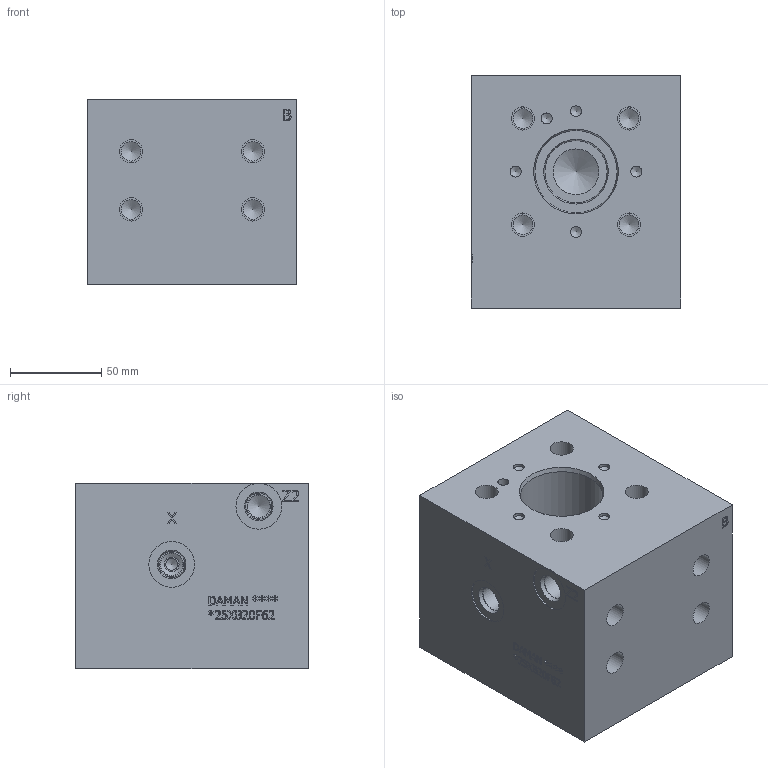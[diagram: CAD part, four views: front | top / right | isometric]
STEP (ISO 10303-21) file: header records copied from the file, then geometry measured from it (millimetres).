
FILE_DESCRIPTION(/* description */ (''),/* implementation_level */ '2;1');
FILE_NAME(/* name */ '_25XB20F62.stp',/* time_stamp */ '2021-10-01T13:34:23-04:00',/* author */ ('trevorh'),/* organization */ (''),/* preprocessor_version */ 'ST-DEVELOPER v18',/* originating_system */ 'Autodesk Inventor 2020',/* authorisation */ '');
FILE_SCHEMA (('CONFIG_CONTROL_DESIGN'));
Length unit declared in the file: millimetre
Products named in the file (1): Part_D25XB20F62_3D
Bounding box: 114.3 x 127 x 101.6 mm (x, y, z)
Volume: 1286104.9 mm3; surface area: 114520 mm2
Topology: 1 solids, 1 shells, 597 faces, 1648 edges, 1122 vertices
Faces by surface type: plane 353, bspline 125, cylinder 73, cone 46
Full cylindrical faces by diameter (mm): 5.994 x5, 6.35 x2, 7.925 x8, 8.001 x2, 9.525 x8, 10.719 x12, 12.294 x4, 12.7 x12, 12.9 x2, 12.903 x2, 14.275 x4, 14.529 x4, 24.994 x1, 25.019 x4, 34.036 x1, 45.009 x1, 46.33 x1
Entity records: 20054 total; most frequent: CARTESIAN_POINT 4963, ORIENTED_EDGE 3236, DIRECTION 2592, EDGE_CURVE 1618, VERTEX_POINT 1122, LINE 1090, VECTOR 1090, AXIS2_PLACEMENT_3D 751
